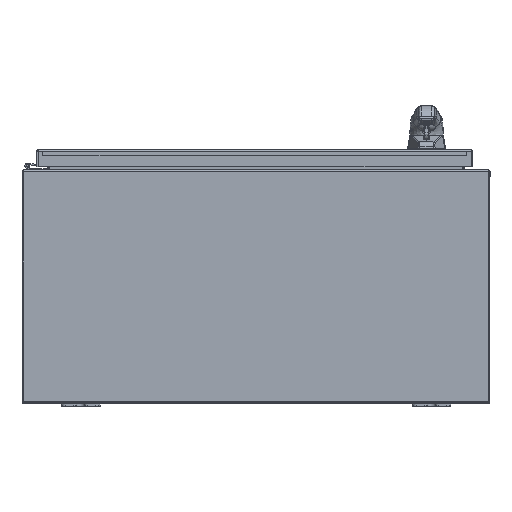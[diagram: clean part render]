
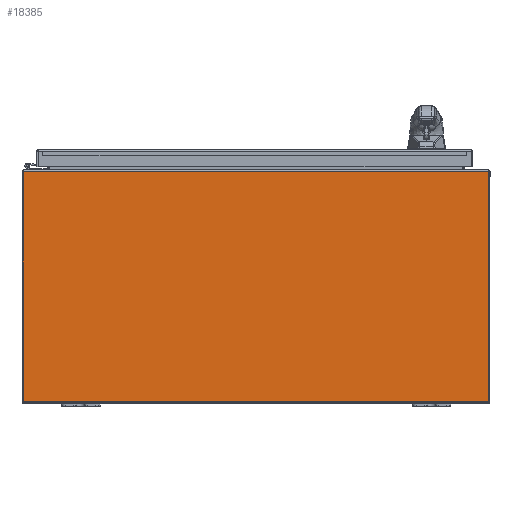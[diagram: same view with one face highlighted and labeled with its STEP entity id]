
A CAD part, front view. The second image highlights one B-rep face of the part: STEP entity #18385.
In plain terms, the highlighted planar face has unit normal (0, -1, 0).
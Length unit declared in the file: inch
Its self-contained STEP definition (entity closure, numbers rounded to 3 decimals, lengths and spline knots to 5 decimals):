
#386 = AXIS2_PLACEMENT_3D ( 'NONE', #42966, #31917, #32172 ) ;
#1908 = CARTESIAN_POINT ( 'NONE',  ( -11.963, -15., 11.89475 ) ) ;
#4224 = DIRECTION ( 'NONE',  ( 1., 0., 0. ) ) ;
#4303 = DIRECTION ( 'NONE',  ( 0., 1., 0. ) ) ;
#4456 = CARTESIAN_POINT ( 'NONE',  ( 0., -15., 6.00948 ) ) ;
#6481 = VECTOR ( 'NONE', #34520, 39.37008 ) ;
#6836 = VECTOR ( 'NONE', #46626, 39.37008 ) ;
#7417 = CARTESIAN_POINT ( 'NONE',  ( -11.88277, -15., 0.10525 ) ) ;
#7539 = PLANE ( 'NONE',  #48466 ) ;
#7683 = CARTESIAN_POINT ( 'NONE',  ( 11.963, -15., 11.89475 ) ) ;
#9757 = ORIENTED_EDGE ( 'NONE', *, *, #94521, .T. ) ;
#12001 = ORIENTED_EDGE ( 'NONE', *, *, #44721, .T. ) ;
#14159 = VERTEX_POINT ( 'NONE', #99010 ) ;
#14847 = CARTESIAN_POINT ( 'NONE',  ( -11.963, -15., 0.12745 ) ) ;
#16774 = AXIS2_PLACEMENT_3D ( 'NONE', #67596, #98991, #86002 ) ;
#16922 = DIRECTION ( 'NONE',  ( -1., 0., 0. ) ) ;
#17306 = EDGE_CURVE ( 'NONE', #100722, #17568, #74185, .T. ) ;
#17568 = VERTEX_POINT ( 'NONE', #108686 ) ;
#18385 = ADVANCED_FACE ( 'NONE', ( #101319 ), #7539, .F. ) ;
#19649 = CARTESIAN_POINT ( 'NONE',  ( 11.88277, -15., 0.10525 ) ) ;
#22030 = LINE ( 'NONE', #7683, #93136 ) ;
#23095 = VERTEX_POINT ( 'NONE', #7417 ) ;
#25275 = CARTESIAN_POINT ( 'NONE',  ( 11.963, -15., 11.89475 ) ) ;
#31046 = VERTEX_POINT ( 'NONE', #1908 ) ;
#31917 = DIRECTION ( 'NONE',  ( 0., 1., 0. ) ) ;
#32172 = DIRECTION ( 'NONE',  ( 1., 0., 0. ) ) ;
#33633 = LINE ( 'NONE', #81441, #55356 ) ;
#33770 = EDGE_CURVE ( 'NONE', #110585, #23095, #78471, .T. ) ;
#34520 = DIRECTION ( 'NONE',  ( 0., 0., -1. ) ) ;
#35456 = ORIENTED_EDGE ( 'NONE', *, *, #114137, .T. ) ;
#41996 = ORIENTED_EDGE ( 'NONE', *, *, #91676, .T. ) ;
#42966 = CARTESIAN_POINT ( 'NONE',  ( -11.93789, -15., 0.06211 ) ) ;
#43650 = CARTESIAN_POINT ( 'NONE',  ( -11.91495, -15., 11.89475 ) ) ;
#44721 = EDGE_CURVE ( 'NONE', #100025, #31046, #80665, .T. ) ;
#46626 = DIRECTION ( 'NONE',  ( -1., 0., 0. ) ) ;
#48466 = AXIS2_PLACEMENT_3D ( 'NONE', #4456, #4303, #4224 ) ;
#55356 = VECTOR ( 'NONE', #100049, 39.37008 ) ;
#57219 = CARTESIAN_POINT ( 'NONE',  ( -11.963, -15., 0.12745 ) ) ;
#60848 = ORIENTED_EDGE ( 'NONE', *, *, #17306, .T. ) ;
#67596 = CARTESIAN_POINT ( 'NONE',  ( 11.93789, -15., 0.06211 ) ) ;
#71978 = EDGE_LOOP ( 'NONE', ( #35456, #9757, #12001, #88028, #108712, #41996, #60848, #84480 ) ) ;
#74185 = CIRCLE ( 'NONE', #16774, 0.07 ) ;
#75538 = LINE ( 'NONE', #14847, #118926 ) ;
#78471 = CIRCLE ( 'NONE', #386, 0.07 ) ;
#79104 = CARTESIAN_POINT ( 'NONE',  ( -11.88277, -15., 0.10525 ) ) ;
#80290 = LINE ( 'NONE', #25275, #6481 ) ;
#80665 = LINE ( 'NONE', #43650, #6836 ) ;
#81441 = CARTESIAN_POINT ( 'NONE',  ( 11.91495, -15., 11.89475 ) ) ;
#84480 = ORIENTED_EDGE ( 'NONE', *, *, #88495, .F. ) ;
#86002 = DIRECTION ( 'NONE',  ( 1., 0., 0. ) ) ;
#88028 = ORIENTED_EDGE ( 'NONE', *, *, #95438, .F. ) ;
#88495 = EDGE_CURVE ( 'NONE', #100363, #17568, #80290, .T. ) ;
#91676 = EDGE_CURVE ( 'NONE', #23095, #100722, #109106, .T. ) ;
#93136 = VECTOR ( 'NONE', #16922, 39.37008 ) ;
#94521 = EDGE_CURVE ( 'NONE', #14159, #100025, #33633, .T. ) ;
#95438 = EDGE_CURVE ( 'NONE', #110585, #31046, #75538, .T. ) ;
#97752 = DIRECTION ( 'NONE',  ( 1., 0., 0. ) ) ;
#98241 = DIRECTION ( 'NONE',  ( 0., 0., 1. ) ) ;
#98991 = DIRECTION ( 'NONE',  ( 0., 1., 0. ) ) ;
#99010 = CARTESIAN_POINT ( 'NONE',  ( 11.91495, -15., 11.89475 ) ) ;
#99686 = CARTESIAN_POINT ( 'NONE',  ( -11.91495, -15., 11.89475 ) ) ;
#100025 = VERTEX_POINT ( 'NONE', #99686 ) ;
#100049 = DIRECTION ( 'NONE',  ( -1., 0., 0. ) ) ;
#100363 = VERTEX_POINT ( 'NONE', #115307 ) ;
#100722 = VERTEX_POINT ( 'NONE', #19649 ) ;
#101319 = FACE_OUTER_BOUND ( 'NONE', #71978, .T. ) ;
#106293 = VECTOR ( 'NONE', #97752, 39.37008 ) ;
#108686 = CARTESIAN_POINT ( 'NONE',  ( 11.963, -15., 0.12745 ) ) ;
#108712 = ORIENTED_EDGE ( 'NONE', *, *, #33770, .T. ) ;
#109106 = LINE ( 'NONE', #79104, #106293 ) ;
#110585 = VERTEX_POINT ( 'NONE', #57219 ) ;
#114137 = EDGE_CURVE ( 'NONE', #100363, #14159, #22030, .T. ) ;
#115307 = CARTESIAN_POINT ( 'NONE',  ( 11.963, -15., 11.89475 ) ) ;
#118926 = VECTOR ( 'NONE', #98241, 39.37008 ) ;
